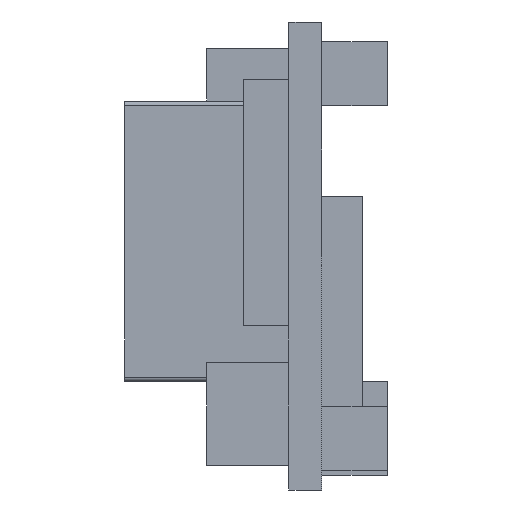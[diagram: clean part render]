
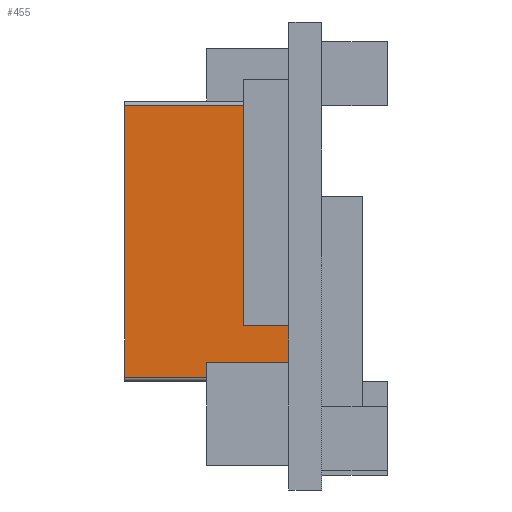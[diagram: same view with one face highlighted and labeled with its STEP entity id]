
A CAD part, left-side view. The second image highlights one B-rep face of the part: STEP entity #455.
In plain terms, the highlighted planar face has unit normal (-1, 0, 0).
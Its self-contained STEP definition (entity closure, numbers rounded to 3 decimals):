
#9 = ORIENTED_EDGE ( 'NONE', *, *, #780, .T. ) ;
#228 = CARTESIAN_POINT ( 'NONE',  ( -3.54, 0.8, -2.95 ) ) ;
#283 = VECTOR ( 'NONE', #1873, 1000. ) ;
#376 = PLANE ( 'NONE',  #1598 ) ;
#389 = VERTEX_POINT ( 'NONE', #228 ) ;
#418 = ORIENTED_EDGE ( 'NONE', *, *, #563, .F. ) ;
#455 = ADVANCED_FACE ( 'NONE', ( #2589 ), #376, .F. ) ;
#492 = VECTOR ( 'NONE', #1608, 1000. ) ;
#494 = CARTESIAN_POINT ( 'NONE',  ( -3.54, 4.8, -2.95 ) ) ;
#524 = CARTESIAN_POINT ( 'NONE',  ( -3.54, 4.8, 3.67 ) ) ;
#563 = EDGE_CURVE ( 'NONE', #1140, #1097, #1703, .T. ) ;
#635 = EDGE_CURVE ( 'NONE', #1140, #389, #793, .T. ) ;
#780 = EDGE_CURVE ( 'NONE', #389, #2606, #860, .T. ) ;
#793 = LINE ( 'NONE', #1074, #2419 ) ;
#860 = LINE ( 'NONE', #1840, #283 ) ;
#894 = DIRECTION ( 'NONE',  ( 1., 0., 0. ) ) ;
#982 = DIRECTION ( 'NONE',  ( 0., -1., 0. ) ) ;
#1000 = DIRECTION ( 'NONE',  ( 0., -1., 0. ) ) ;
#1074 = CARTESIAN_POINT ( 'NONE',  ( -3.54, 4.8, -2.95 ) ) ;
#1097 = VERTEX_POINT ( 'NONE', #2540 ) ;
#1140 = VERTEX_POINT ( 'NONE', #494 ) ;
#1216 = LINE ( 'NONE', #524, #2274 ) ;
#1379 = ORIENTED_EDGE ( 'NONE', *, *, #635, .T. ) ;
#1598 = AXIS2_PLACEMENT_3D ( 'NONE', #1862, #894, #2107 ) ;
#1608 = DIRECTION ( 'NONE',  ( 0., 0., 1. ) ) ;
#1636 = CARTESIAN_POINT ( 'NONE',  ( -3.54, 4.8, -2.95 ) ) ;
#1703 = LINE ( 'NONE', #1636, #492 ) ;
#1768 = ORIENTED_EDGE ( 'NONE', *, *, #2199, .F. ) ;
#1840 = CARTESIAN_POINT ( 'NONE',  ( -3.54, 0.8, -2.95 ) ) ;
#1862 = CARTESIAN_POINT ( 'NONE',  ( -3.54, 4.8, -2.95 ) ) ;
#1873 = DIRECTION ( 'NONE',  ( 0., 0., 1. ) ) ;
#2054 = EDGE_LOOP ( 'NONE', ( #9, #1768, #418, #1379 ) ) ;
#2107 = DIRECTION ( 'NONE',  ( 0., 0., -1. ) ) ;
#2199 = EDGE_CURVE ( 'NONE', #1097, #2606, #1216, .T. ) ;
#2274 = VECTOR ( 'NONE', #982, 1000. ) ;
#2419 = VECTOR ( 'NONE', #1000, 1000. ) ;
#2540 = CARTESIAN_POINT ( 'NONE',  ( -3.54, 4.8, 3.67 ) ) ;
#2589 = FACE_OUTER_BOUND ( 'NONE', #2054, .T. ) ;
#2606 = VERTEX_POINT ( 'NONE', #2712 ) ;
#2712 = CARTESIAN_POINT ( 'NONE',  ( -3.54, 0.8, 3.67 ) ) ;
